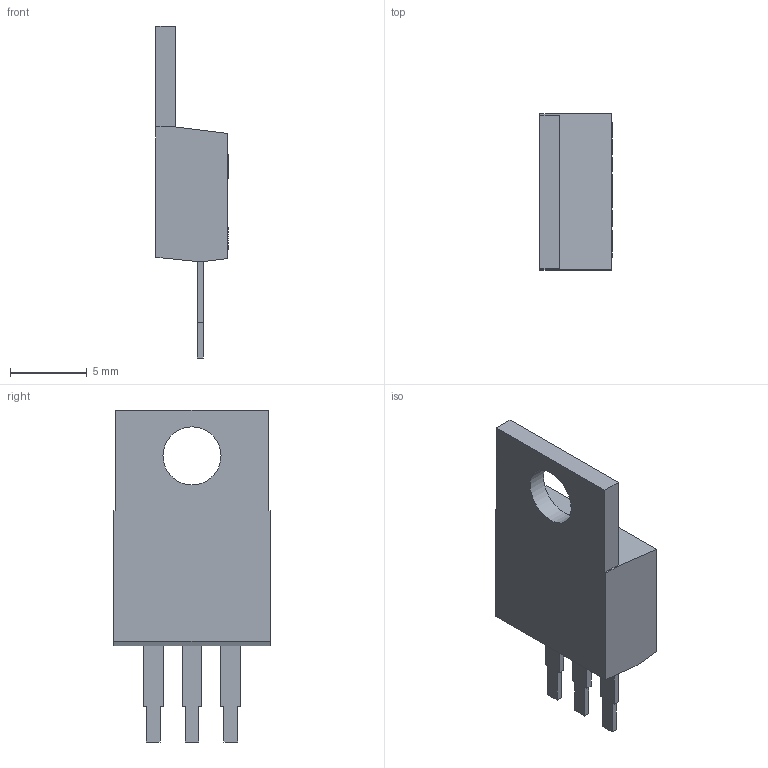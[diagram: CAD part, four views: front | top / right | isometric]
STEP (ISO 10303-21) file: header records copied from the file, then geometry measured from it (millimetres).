
FILE_DESCRIPTION(/* description */ ('SCHOTTSKY BARRIER RECTIFIERS'),/* implementation_level */ '2;1');
FILE_NAME(/* name */ 'MBR2060.stp',/* time_stamp */ '2020-12-03T15:57:11-03:00',/* author */ ('laguerre'),/* organization */ (''),/* preprocessor_version */ 'ST-DEVELOPER v17',/* originating_system */ 'Autodesk Inventor 2018',/* authorisation */ '');
FILE_SCHEMA (('AUTOMOTIVE_DESIGN { 1 0 10303 214 3 1 1 }'));
Length unit declared in the file: millimetre
Products named in the file (1): CE-IC-MBR2060
Bounding box: 4.71 x 10.2 x 21.7 mm (x, y, z)
Volume: 486 mm3; surface area: 547 mm2
Topology: 1 solids, 1 shells, 177 faces, 469 edges, 308 vertices
Faces by surface type: plane 100, bspline 75, cylinder 2
Full cylindrical faces by diameter (mm): 1.443 x1, 3.8 x1
Entity records: 6126 total; most frequent: CARTESIAN_POINT 2155, ORIENTED_EDGE 938, DIRECTION 529, EDGE_CURVE 469, LINE 315, VECTOR 315, VERTEX_POINT 308, EDGE_LOOP 193
